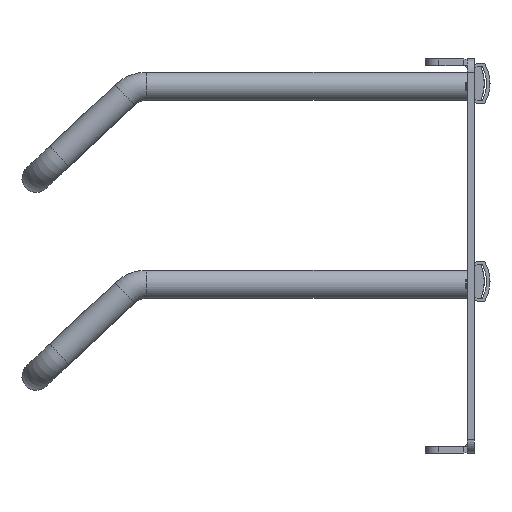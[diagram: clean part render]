
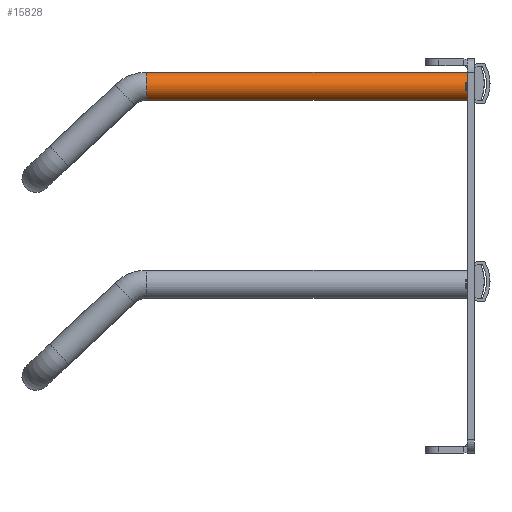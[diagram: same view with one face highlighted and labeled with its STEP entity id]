
A CAD part, left-side view. The second image highlights one B-rep face of the part: STEP entity #15828.
In plain terms, the highlighted cylindrical face has radius 3.175 mm (diameter 6.35 mm), a full revolution.
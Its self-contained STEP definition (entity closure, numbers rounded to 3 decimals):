
#1341=FACE_OUTER_BOUND('',#2400,.T.);
#2400=EDGE_LOOP('',(#12731,#12732,#12733,#12734,#12735));
#2933=CIRCLE('',#16541,3.175);
#3322=CIRCLE('',#17249,3.175);
#3323=CIRCLE('',#17250,3.175);
#4623=LINE('',#43288,#5427);
#5427=VECTOR('',#20403,3.175);
#6232=VERTEX_POINT('',#26972);
#6966=VERTEX_POINT('',#43287);
#6967=VERTEX_POINT('',#43289);
#7890=EDGE_CURVE('',#6232,#6232,#2933,.T.);
#8985=EDGE_CURVE('',#6232,#6966,#4623,.T.);
#8986=EDGE_CURVE('',#6966,#6967,#3322,.T.);
#8987=EDGE_CURVE('',#6967,#6966,#3323,.T.);
#12731=ORIENTED_EDGE('',*,*,#7890,.F.);
#12732=ORIENTED_EDGE('',*,*,#8985,.T.);
#12733=ORIENTED_EDGE('',*,*,#8986,.T.);
#12734=ORIENTED_EDGE('',*,*,#8987,.T.);
#12735=ORIENTED_EDGE('',*,*,#8985,.F.);
#14366=CYLINDRICAL_SURFACE('',#17248,3.175);
#15828=ADVANCED_FACE('',(#1341),#14366,.T.);
#16541=AXIS2_PLACEMENT_3D('',#26973,#18688,#18689);
#17248=AXIS2_PLACEMENT_3D('',#43286,#20401,#20402);
#17249=AXIS2_PLACEMENT_3D('',#43290,#20404,#20405);
#17250=AXIS2_PLACEMENT_3D('',#43291,#20406,#20407);
#18688=DIRECTION('center_axis',(0.,-1.,0.));
#18689=DIRECTION('ref_axis',(1.,0.,0.));
#20401=DIRECTION('center_axis',(0.,-1.,0.));
#20402=DIRECTION('ref_axis',(1.,0.,0.));
#20403=DIRECTION('',(0.,1.,0.));
#20404=DIRECTION('center_axis',(0.,-1.,0.));
#20405=DIRECTION('ref_axis',(1.,0.,0.));
#20406=DIRECTION('center_axis',(0.,-1.,0.));
#20407=DIRECTION('ref_axis',(1.,0.,0.));
#26972=CARTESIAN_POINT('',(-214.675,1.6,38.1));
#26973=CARTESIAN_POINT('Origin',(-211.5,1.6,38.1));
#43286=CARTESIAN_POINT('Origin',(-211.5,73.6,38.1));
#43287=CARTESIAN_POINT('',(-214.675,73.6,38.1));
#43288=CARTESIAN_POINT('',(-214.675,73.6,38.1));
#43289=CARTESIAN_POINT('',(-211.5,73.6,34.925));
#43290=CARTESIAN_POINT('Origin',(-211.5,73.6,38.1));
#43291=CARTESIAN_POINT('Origin',(-211.5,73.6,38.1));
